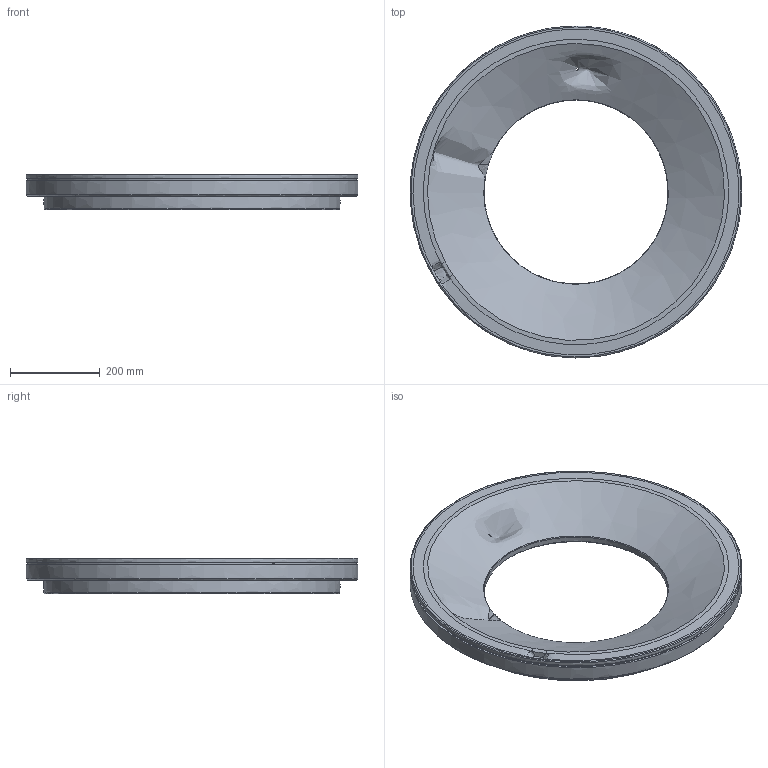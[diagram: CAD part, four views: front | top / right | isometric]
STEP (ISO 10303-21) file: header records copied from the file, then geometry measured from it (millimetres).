
FILE_DESCRIPTION(/* description */ (''),/* implementation_level */ '2;1');
FILE_NAME(/* name */ 'AMEM-075_anillo_inyector_pelton_dmg.step',/* time_stamp */ '2021-06-18T15:44:49-04:00',/* author */ (''),/* organization */ (''),/* preprocessor_version */ 'ST-DEVELOPER v18.1',/* originating_system */ 'Autodesk Translation Framework v10.9.0.1377',/* authorisation */ '');
FILE_SCHEMA (('AUTOMOTIVE_DESIGN { 1 0 10303 214 3 1 1 }'));
Length unit declared in the file: millimetre
Products named in the file (1): AMEM-075 Anillo Inyector Pelton
Bounding box: 740 x 740 x 80 mm (x, y, z)
Volume: 14701792.9 mm3; surface area: 835046.5 mm2
Topology: 1 solids, 1 shells, 29 faces, 68 edges, 38 vertices
Faces by surface type: bspline 25, cylinder 2, cone 2
Full cylindrical faces by diameter (mm): 10.274 x2
Entity records: 17505 total; most frequent: CARTESIAN_POINT 17015, ORIENTED_EDGE 134, EDGE_CURVE 67, B_SPLINE_CURVE_WITH_KNOTS 62, VERTEX_POINT 38, EDGE_LOOP 31, FACE_OUTER_BOUND 29, ADVANCED_FACE 29
